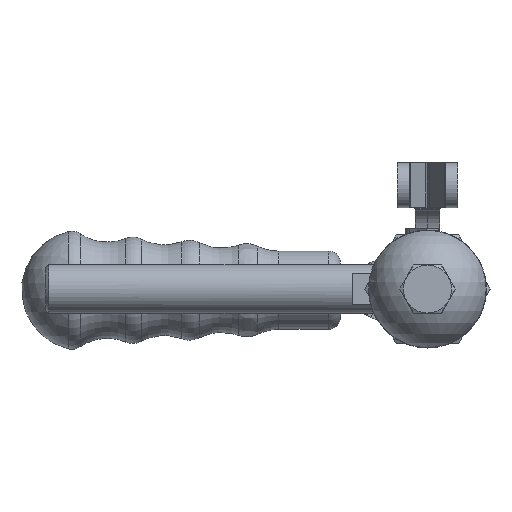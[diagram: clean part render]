
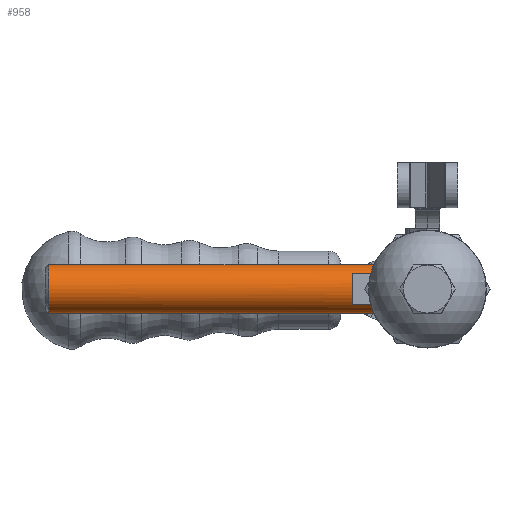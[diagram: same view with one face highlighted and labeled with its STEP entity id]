
A CAD part, left-side view. The second image highlights one B-rep face of the part: STEP entity #958.
In plain terms, the highlighted cylindrical face has radius 8 mm (diameter 16 mm), a full revolution.
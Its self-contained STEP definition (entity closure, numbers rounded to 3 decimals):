
#958 = ADVANCED_FACE( '', ( #2138, #2139 ), #2140, .T. );
#2138 = FACE_OUTER_BOUND( '', #3482, .T. );
#2139 = FACE_OUTER_BOUND( '', #3483, .T. );
#2140 = CYLINDRICAL_SURFACE( '', #3484, 8. );
#3482 = EDGE_LOOP( '', ( #5769 ) );
#3483 = EDGE_LOOP( '', ( #5770, #5771, #5772, #5773, #5774, #5775, #5776, #5777 ) );
#3484 = AXIS2_PLACEMENT_3D( '', #5778, #5779, #5780 );
#5769 = ORIENTED_EDGE( '', *, *, #7270, .T. );
#5770 = ORIENTED_EDGE( '', *, *, #7271, .F. );
#5771 = ORIENTED_EDGE( '', *, *, #7264, .F. );
#5772 = ORIENTED_EDGE( '', *, *, #7272, .F. );
#5773 = ORIENTED_EDGE( '', *, *, #7142, .T. );
#5774 = ORIENTED_EDGE( '', *, *, #6960, .T. );
#5775 = ORIENTED_EDGE( '', *, *, #6689, .T. );
#5776 = ORIENTED_EDGE( '', *, *, #6959, .T. );
#5777 = ORIENTED_EDGE( '', *, *, #7218, .T. );
#5778 = CARTESIAN_POINT( '', ( 0., 127., 0. ) );
#5779 = DIRECTION( '', ( 0., 1., 0. ) );
#5780 = DIRECTION( '', ( 0., 0., -1. ) );
#6689 = EDGE_CURVE( '', #7779, #7778, #7781, .T. );
#6959 = EDGE_CURVE( '', #7778, #8211, #8213, .T. );
#6960 = EDGE_CURVE( '', #8209, #7779, #8214, .F. );
#7142 = EDGE_CURVE( '', #8479, #8209, #8480, .T. );
#7218 = EDGE_CURVE( '', #8211, #8572, #8574, .T. );
#7264 = EDGE_CURVE( '', #8632, #8633, #8634, .T. );
#7270 = EDGE_CURVE( '', #8641, #8641, #8642, .F. );
#7271 = EDGE_CURVE( '', #8633, #8572, #8643, .T. );
#7272 = EDGE_CURVE( '', #8479, #8632, #8644, .F. );
#7778 = VERTEX_POINT( '', #9393 );
#7779 = VERTEX_POINT( '', #9394 );
#7781 = CIRCLE( '', #9397, 8. );
#8209 = VERTEX_POINT( '', #10076 );
#8211 = VERTEX_POINT( '', #10081 );
#8213 = LINE( '', #10086, #10087 );
#8214 = LINE( '', #10088, #10089 );
#8479 = VERTEX_POINT( '', #10452 );
#8480 = CIRCLE( '', #10453, 8. );
#8572 = VERTEX_POINT( '', #10586 );
#8574 = CIRCLE( '', #10591, 8. );
#8632 = VERTEX_POINT( '', #10669 );
#8633 = VERTEX_POINT( '', #10670 );
#8634 = CIRCLE( '', #10671, 8. );
#8641 = VERTEX_POINT( '', #10679 );
#8642 = CIRCLE( '', #10680, 8. );
#8643 = LINE( '', #10681, #10682 );
#8644 = LINE( '', #10683, #10684 );
#9393 = CARTESIAN_POINT( '', ( 6.1, 25., -5.176 ) );
#9394 = CARTESIAN_POINT( '', ( 6.1, 25., 5.176 ) );
#9397 = AXIS2_PLACEMENT_3D( '', #11282, #11283, #11284 );
#10076 = CARTESIAN_POINT( '', ( 6.1, 1., 5.176 ) );
#10081 = CARTESIAN_POINT( '', ( 6.1, 1., -5.176 ) );
#10086 = CARTESIAN_POINT( '', ( 6.1, 127., -5.176 ) );
#10087 = VECTOR( '', #11677, 1000. );
#10088 = CARTESIAN_POINT( '', ( 6.1, 127., 5.176 ) );
#10089 = VECTOR( '', #11678, 1000. );
#10452 = CARTESIAN_POINT( '', ( -6.1, 1., 5.176 ) );
#10453 = AXIS2_PLACEMENT_3D( '', #11906, #11907, #11908 );
#10586 = CARTESIAN_POINT( '', ( -6.1, 1., -5.176 ) );
#10591 = AXIS2_PLACEMENT_3D( '', #11977, #11978, #11979 );
#10669 = CARTESIAN_POINT( '', ( -6.1, 25., 5.176 ) );
#10670 = CARTESIAN_POINT( '', ( -6.1, 25., -5.176 ) );
#10671 = AXIS2_PLACEMENT_3D( '', #12030, #12031, #12032 );
#10679 = CARTESIAN_POINT( '', ( 0., 126., 8. ) );
#10680 = AXIS2_PLACEMENT_3D( '', #12037, #12038, #12039 );
#10681 = CARTESIAN_POINT( '', ( -6.1, 127., -5.176 ) );
#10682 = VECTOR( '', #12040, 1000. );
#10683 = CARTESIAN_POINT( '', ( -6.1, 127., 5.176 ) );
#10684 = VECTOR( '', #12041, 1000. );
#11282 = CARTESIAN_POINT( '', ( 0., 25., 0. ) );
#11283 = DIRECTION( '', ( 0., 1., 0. ) );
#11284 = DIRECTION( '', ( 0., 0., 1. ) );
#11677 = DIRECTION( '', ( 0., -1., 0. ) );
#11678 = DIRECTION( '', ( 0., -1., 0. ) );
#11906 = CARTESIAN_POINT( '', ( 0., 1., 0. ) );
#11907 = DIRECTION( '', ( 0., 1., 0. ) );
#11908 = DIRECTION( '', ( 0., 0., 1. ) );
#11977 = CARTESIAN_POINT( '', ( 0., 1., 0. ) );
#11978 = DIRECTION( '', ( 0., 1., 0. ) );
#11979 = DIRECTION( '', ( 0., 0., 1. ) );
#12030 = CARTESIAN_POINT( '', ( 0., 25., 0. ) );
#12031 = DIRECTION( '', ( 0., -1., 0. ) );
#12032 = DIRECTION( '', ( 0., 0., -1. ) );
#12037 = CARTESIAN_POINT( '', ( 0., 126., 0. ) );
#12038 = DIRECTION( '', ( 0., 1., 0. ) );
#12039 = DIRECTION( '', ( 0., 0., 1. ) );
#12040 = DIRECTION( '', ( 0., -1., 0. ) );
#12041 = DIRECTION( '', ( 0., -1., 0. ) );
